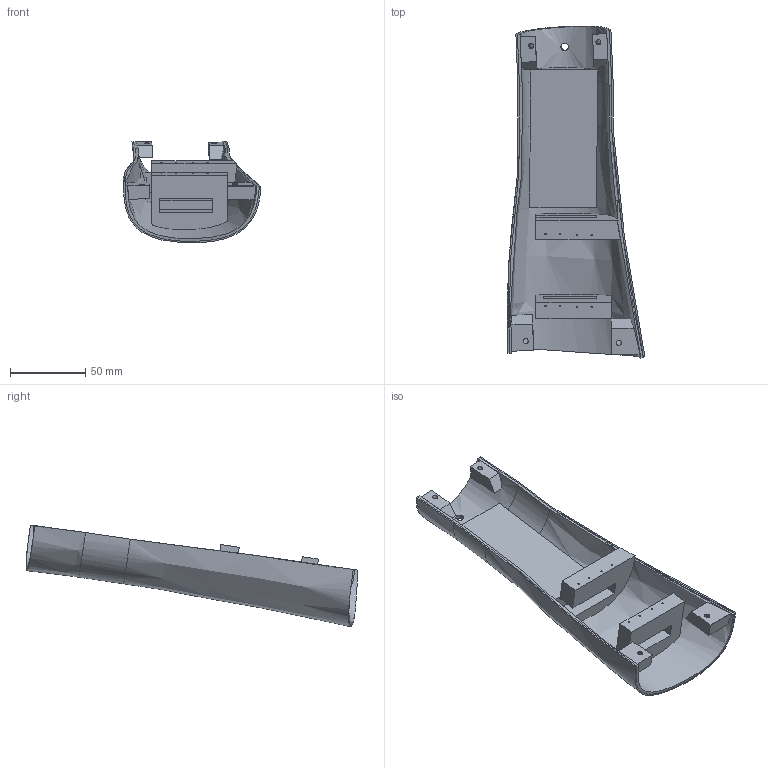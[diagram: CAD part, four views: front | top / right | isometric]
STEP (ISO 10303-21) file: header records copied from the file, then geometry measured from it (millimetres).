
FILE_DESCRIPTION(/* description */ (''),/* implementation_level */ '2;1');
FILE_NAME(/* name */ 'BaseInferior.step',/* time_stamp */ '2023-10-22T08:30:07-05:00',/* author */ (''),/* organization */ (''),/* preprocessor_version */ 'ST-DEVELOPER v20',/* originating_system */ 'Autodesk Translation Framework v12.14.0.127',/* authorisation */ '');
FILE_SCHEMA (('AUTOMOTIVE_DESIGN { 1 0 10303 214 3 1 1 }'));
Length unit declared in the file: millimetre
Products named in the file (2): ComponenteDeFusión; Componente2
Assembly tree (1 placements, depth 2):
  ComponenteDeFusión
    Componente2
Bounding box: 91.29 x 220.09 x 67.16 mm (x, y, z)
Volume: 134951.7 mm3; surface area: 60698.6 mm2
Topology: 1 solids, 2 shells, 119 faces, 295 edges, 195 vertices
Faces by surface type: plane 67, bspline 39, cylinder 13
Full cylindrical faces by diameter (mm): 1 x8, 3.3 x4
Entity records: 6465 total; most frequent: CARTESIAN_POINT 3933, ORIENTED_EDGE 590, DIRECTION 346, EDGE_CURVE 295, VERTEX_POINT 195, EDGE_LOOP 146, B_SPLINE_CURVE_WITH_KNOTS 139, LINE 130
